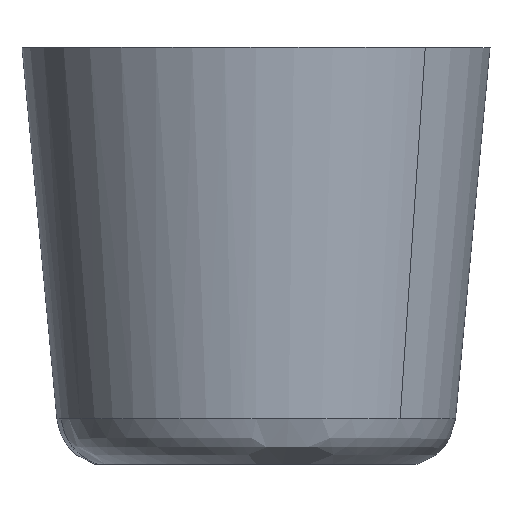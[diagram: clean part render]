
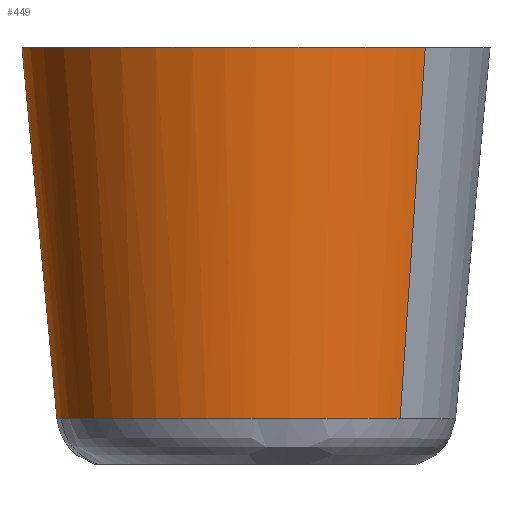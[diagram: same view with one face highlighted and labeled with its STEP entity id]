
A CAD part, top view. The second image highlights one B-rep face of the part: STEP entity #449.
In plain terms, the highlighted free-form (B-spline) face has degree [2, 1] with [5, 2] control points.
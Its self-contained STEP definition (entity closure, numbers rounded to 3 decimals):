
#256=CARTESIAN_POINT('',(2.767,-5.629,2.651));
#257=VERTEX_POINT('',#256);
#290=CARTESIAN_POINT('',(-2.914,-5.629,-2.488));
#291=VERTEX_POINT('',#290);
#305=CARTESIAN_POINT('',(-3.422,1.5,-2.923));
#306=VERTEX_POINT('',#305);
#307=CARTESIAN_POINT('',(-2.914,-5.629,-2.488));
#308=CARTESIAN_POINT('',(-3.422,1.5,-2.923));
#309=QUASI_UNIFORM_CURVE('',1,(#307,#308),.UNSPECIFIED.,.F.,.U.);
#310=EDGE_CURVE('',#291,#306,#309,.T.);
#327=CARTESIAN_POINT('',(3.249,1.5,3.113));
#328=VERTEX_POINT('',#327);
#344=CARTESIAN_POINT('',(2.767,-5.629,2.651));
#345=CARTESIAN_POINT('',(3.249,1.5,3.113));
#346=QUASI_UNIFORM_CURVE('',1,(#344,#345),.UNSPECIFIED.,.F.,.U.);
#347=EDGE_CURVE('',#257,#328,#346,.T.);
#352=CARTESIAN_POINT('',(-2.901,-5.807,-2.478));
#353=CARTESIAN_POINT('',(-5.379,-5.807,0.423));
#354=CARTESIAN_POINT('',(-2.478,-5.807,2.901));
#355=CARTESIAN_POINT('',(0.262,-5.807,5.241));
#356=CARTESIAN_POINT('',(2.754,-5.807,2.639));
#357=CARTESIAN_POINT('',(-3.435,1.683,-2.934));
#358=CARTESIAN_POINT('',(-6.368,1.683,0.501));
#359=CARTESIAN_POINT('',(-2.934,1.683,3.435));
#360=CARTESIAN_POINT('',(0.31,1.683,6.205));
#361=CARTESIAN_POINT('',(3.261,1.683,3.125));
#369=(BOUNDED_SURFACE()B_SPLINE_SURFACE(2,1,((#352,#357),(#353,#358),(#354,#359),(#355,#360),(#356,#361)),.UNSPECIFIED.,.F.,.F.,.U.)B_SPLINE_SURFACE_WITH_KNOTS((3,2,3),(2,2),(0.0,7.484,14.669),(0.0,7.523),.UNSPECIFIED.)GEOMETRIC_REPRESENTATION_ITEM()RATIONAL_B_SPLINE_SURFACE(((1.0,1.0),(0.707,0.707),(1.0,1.0),(0.719,0.719),(0.978,0.978)))REPRESENTATION_ITEM('')SURFACE());
#370=CARTESIAN_POINT('',(0.0,-5.629,3.832));
#371=VERTEX_POINT('',#370);
#372=CARTESIAN_POINT('',(0.0,-5.629,3.832));
#373=CARTESIAN_POINT('',(1.635,-5.629,3.832));
#374=CARTESIAN_POINT('',(2.767,-5.629,2.651));
#382=(BOUNDED_CURVE()B_SPLINE_CURVE(2,(#372,#373,#374),.UNSPECIFIED.,.F.,.U.)B_SPLINE_CURVE_WITH_KNOTS((3,3),(0.0,0.128),.UNSPECIFIED.)CURVE()GEOMETRIC_REPRESENTATION_ITEM()RATIONAL_B_SPLINE_CURVE((1.0,0.85,0.854))REPRESENTATION_ITEM(''));
#383=EDGE_CURVE('',#371,#257,#382,.T.);
#384=ORIENTED_EDGE('',*,*,#383,.T.);
#385=ORIENTED_EDGE('',*,*,#347,.T.);
#386=CARTESIAN_POINT('',(0.0,1.5,4.5));
#387=VERTEX_POINT('',#386);
#388=CARTESIAN_POINT('',(0.0,1.5,4.5));
#389=CARTESIAN_POINT('',(1.92,1.5,4.5));
#390=CARTESIAN_POINT('',(3.249,1.5,3.113));
#398=(BOUNDED_CURVE()B_SPLINE_CURVE(2,(#388,#389,#390),.UNSPECIFIED.,.F.,.U.)B_SPLINE_CURVE_WITH_KNOTS((3,3),(0.0,0.128),.UNSPECIFIED.)CURVE()GEOMETRIC_REPRESENTATION_ITEM()RATIONAL_B_SPLINE_CURVE((1.0,0.85,0.854))REPRESENTATION_ITEM(''));
#399=EDGE_CURVE('',#387,#328,#398,.T.);
#400=ORIENTED_EDGE('',*,*,#399,.F.);
#401=CARTESIAN_POINT('',(-3.422,1.5,-2.923));
#402=CARTESIAN_POINT('',(-4.5,1.5,-1.66));
#403=CARTESIAN_POINT('',(-4.5,1.5,0.0));
#404=CARTESIAN_POINT('',(-4.5,1.5,4.5));
#405=CARTESIAN_POINT('',(0.0,1.5,4.5));
#413=(BOUNDED_CURVE()B_SPLINE_CURVE(2,(#401,#402,#403,#404,#405),.UNSPECIFIED.,.F.,.U.)B_SPLINE_CURVE_WITH_KNOTS((3,2,3),(0.637,0.75,1.0),.UNSPECIFIED.)CURVE()GEOMETRIC_REPRESENTATION_ITEM()RATIONAL_B_SPLINE_CURVE((0.855,0.867,1.0,0.707,1.0))REPRESENTATION_ITEM(''));
#414=EDGE_CURVE('',#306,#387,#413,.T.);
#415=ORIENTED_EDGE('',*,*,#414,.F.);
#416=ORIENTED_EDGE('',*,*,#310,.F.);
#417=CARTESIAN_POINT('',(-3.739,-5.629,0.838));
#418=VERTEX_POINT('',#417);
#419=CARTESIAN_POINT('',(-2.914,-5.629,-2.488));
#420=CARTESIAN_POINT('',(-3.832,-5.629,-1.414));
#421=CARTESIAN_POINT('',(-3.832,-5.629,0.0));
#422=CARTESIAN_POINT('',(-3.832,-5.629,0.424));
#423=CARTESIAN_POINT('',(-3.739,-5.629,0.838));
#431=(BOUNDED_CURVE()B_SPLINE_CURVE(2,(#419,#420,#421,#422,#423),.UNSPECIFIED.,.F.,.U.)B_SPLINE_CURVE_WITH_KNOTS((3,2,3),(0.637,0.75,0.787),.UNSPECIFIED.)CURVE()GEOMETRIC_REPRESENTATION_ITEM()RATIONAL_B_SPLINE_CURVE((0.855,0.867,1.0,0.956,0.925))REPRESENTATION_ITEM(''));
#432=EDGE_CURVE('',#291,#418,#431,.T.);
#433=ORIENTED_EDGE('',*,*,#432,.T.);
#434=CARTESIAN_POINT('',(-3.739,-5.629,0.838));
#435=CARTESIAN_POINT('',(-3.068,-5.629,3.832));
#436=CARTESIAN_POINT('',(0.0,-5.629,3.832));
#444=(BOUNDED_CURVE()B_SPLINE_CURVE(2,(#434,#435,#436),.UNSPECIFIED.,.F.,.U.)B_SPLINE_CURVE_WITH_KNOTS((3,3),(0.787,1.0),.UNSPECIFIED.)CURVE()GEOMETRIC_REPRESENTATION_ITEM()RATIONAL_B_SPLINE_CURVE((0.925,0.751,1.0))REPRESENTATION_ITEM(''));
#445=EDGE_CURVE('',#418,#371,#444,.T.);
#446=ORIENTED_EDGE('',*,*,#445,.T.);
#447=EDGE_LOOP('',(#384,#385,#400,#415,#416,#433,#446));
#448=FACE_OUTER_BOUND('',#447,.T.);
#449=ADVANCED_FACE('',(#448),#369,.T.);
